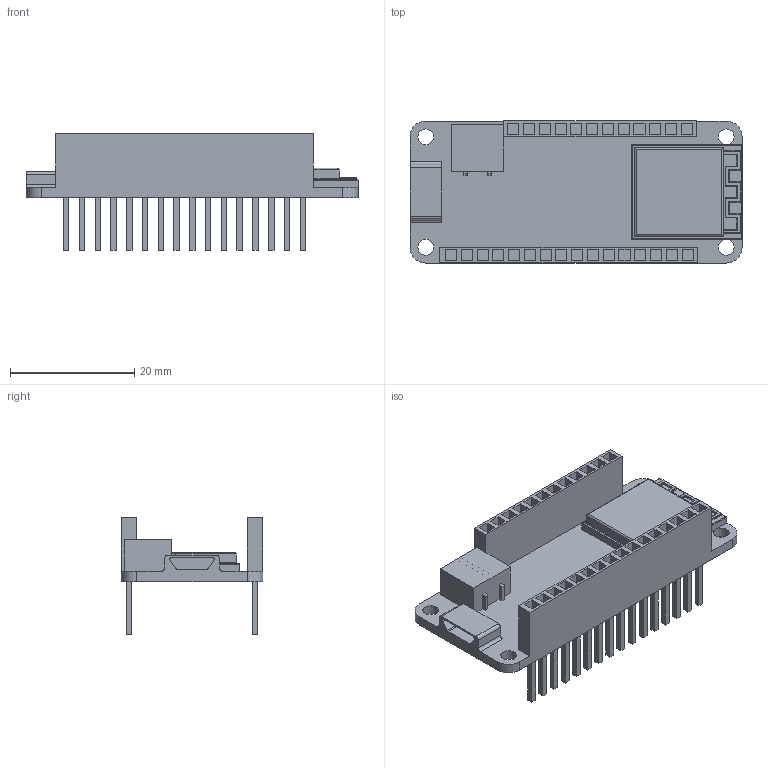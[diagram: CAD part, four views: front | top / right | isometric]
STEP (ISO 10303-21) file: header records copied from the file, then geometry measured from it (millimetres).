
FILE_DESCRIPTION(/* description */ ('STEP AP242','CAx-IF Rec.Pracs.---Representation and Presentation of Product Manufacturing Information (PMI)---4.0---2014-10-13','CAx-IF Rec.Pracs.---3D Tessellated Geometry---0.4---2014-09-14','2;1'),/* implementation_level */ '2;1');
FILE_NAME(/* name */ 'fullbuild - Part 1',/* time_stamp */ '2024-10-29T02:30:40Z',/* author */ (''),/* organization */ (''),/* preprocessor_version */ 'ST-DEVELOPER v20',/* originating_system */ ' ',/* authorisation */ ' ');
FILE_SCHEMA (('AP242_MANAGED_MODEL_BASED_3D_ENGINEERING_MIM_LF { 1 0 10303 442 1 1 4 }'));
Length unit declared in the file: metre
Products named in the file (1): Part 1
Bounding box: 53.47 x 22.86 x 18.8 mm (x, y, z)
Volume: 4030.9 mm3; surface area: 7303.1 mm2
Topology: 1 solids, 1 shells, 514 faces, 1203 edges, 774 vertices
Faces by surface type: plane 396, cylinder 110, torus 4, bspline 4
Full cylindrical faces by diameter (mm): 1.27 x28, 2.54 x4
Entity records: 16612 total; most frequent: CARTESIAN_POINT 2498, DIRECTION 2360, ORIENTED_EDGE 2332, EDGE_CURVE 1166, LINE 994, VECTOR 994, VERTEX_POINT 773, AXIS2_PLACEMENT_3D 683
